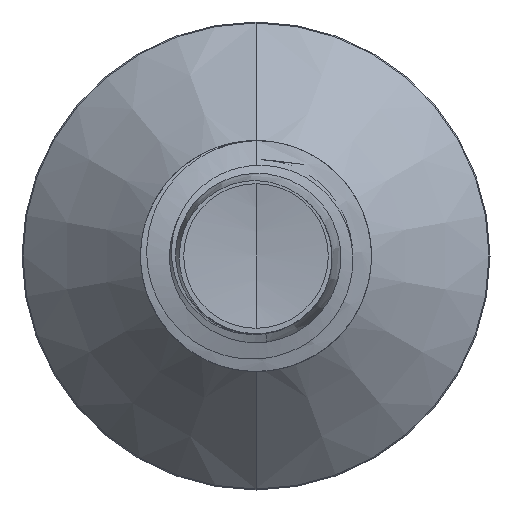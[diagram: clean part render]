
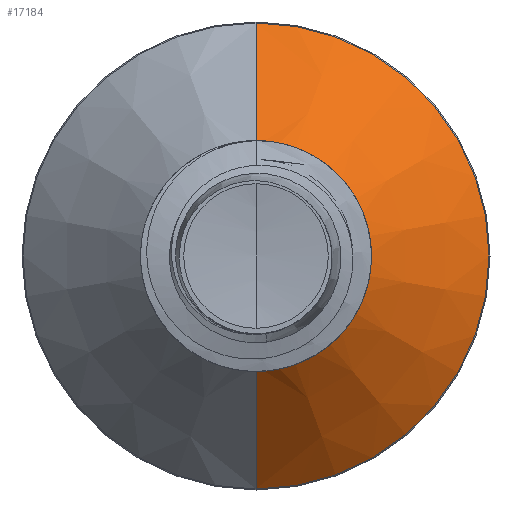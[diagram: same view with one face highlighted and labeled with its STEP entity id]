
A CAD part, front view. The second image highlights one B-rep face of the part: STEP entity #17184.
In plain terms, the highlighted conical face has half-angle 45 degrees and reference radius 0.859 mm.
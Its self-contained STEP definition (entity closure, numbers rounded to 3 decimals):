
#30 = EDGE_LOOP ( 'NONE', ( #10377, #6571, #25946, #6399 ) ) ;
#1961 = CARTESIAN_POINT ( 'NONE',  ( 0., 8.684, 0. ) ) ;
#2538 = CARTESIAN_POINT ( 'NONE',  ( 0., 8.684, 0.859 ) ) ;
#2945 = DIRECTION ( 'NONE',  ( 0., 1., 0. ) ) ;
#3934 = CIRCLE ( 'NONE', #4590, 0.859 ) ;
#4590 = AXIS2_PLACEMENT_3D ( 'NONE', #17977, #2945, #20444 ) ;
#4964 = DIRECTION ( 'NONE',  ( 0., 1., 0. ) ) ;
#6342 = VECTOR ( 'NONE', #13410, 1000. ) ;
#6399 = ORIENTED_EDGE ( 'NONE', *, *, #7126, .F. ) ;
#6571 = ORIENTED_EDGE ( 'NONE', *, *, #13758, .T. ) ;
#7126 = EDGE_CURVE ( 'NONE', #11690, #30868, #26945, .T. ) ;
#8259 = CARTESIAN_POINT ( 'NONE',  ( 0., 9.642, -1.817 ) ) ;
#8586 = CARTESIAN_POINT ( 'NONE',  ( 0., 9.642, 1.817 ) ) ;
#8667 = CARTESIAN_POINT ( 'NONE',  ( 0., 8.684, -0.859 ) ) ;
#9824 = LINE ( 'NONE', #8667, #28815 ) ;
#10377 = ORIENTED_EDGE ( 'NONE', *, *, #13239, .T. ) ;
#11690 = VERTEX_POINT ( 'NONE', #2538 ) ;
#13239 = EDGE_CURVE ( 'NONE', #11690, #23301, #3934, .T. ) ;
#13410 = DIRECTION ( 'NONE',  ( 0., 0.707, 0.707 ) ) ;
#13758 = EDGE_CURVE ( 'NONE', #23301, #14751, #9824, .T. ) ;
#14751 = VERTEX_POINT ( 'NONE', #8259 ) ;
#16707 = DIRECTION ( 'NONE',  ( 0., 0., 1. ) ) ;
#17184 = ADVANCED_FACE ( 'NONE', ( #19555 ), #18783, .T. ) ;
#17977 = CARTESIAN_POINT ( 'NONE',  ( 0., 8.684, 0. ) ) ;
#18783 = CONICAL_SURFACE ( 'NONE', #31637, 0.859, 0.785 ) ;
#19555 = FACE_OUTER_BOUND ( 'NONE', #30, .T. ) ;
#19931 = CARTESIAN_POINT ( 'NONE',  ( 0., 9.642, 0. ) ) ;
#20264 = CIRCLE ( 'NONE', #26935, 1.817 ) ;
#20444 = DIRECTION ( 'NONE',  ( 0., 0., 1. ) ) ;
#22407 = DIRECTION ( 'NONE',  ( 0., 0., 1. ) ) ;
#23301 = VERTEX_POINT ( 'NONE', #30079 ) ;
#25946 = ORIENTED_EDGE ( 'NONE', *, *, #26619, .F. ) ;
#26619 = EDGE_CURVE ( 'NONE', #30868, #14751, #20264, .T. ) ;
#26935 = AXIS2_PLACEMENT_3D ( 'NONE', #19931, #4964, #22407 ) ;
#26945 = LINE ( 'NONE', #30653, #6342 ) ;
#28815 = VECTOR ( 'NONE', #30965, 1000. ) ;
#29273 = DIRECTION ( 'NONE',  ( 0., 1., 0. ) ) ;
#30079 = CARTESIAN_POINT ( 'NONE',  ( 0., 8.684, -0.859 ) ) ;
#30653 = CARTESIAN_POINT ( 'NONE',  ( 0., 8.684, 0.859 ) ) ;
#30868 = VERTEX_POINT ( 'NONE', #8586 ) ;
#30965 = DIRECTION ( 'NONE',  ( 0., 0.707, -0.707 ) ) ;
#31637 = AXIS2_PLACEMENT_3D ( 'NONE', #1961, #29273, #16707 ) ;
